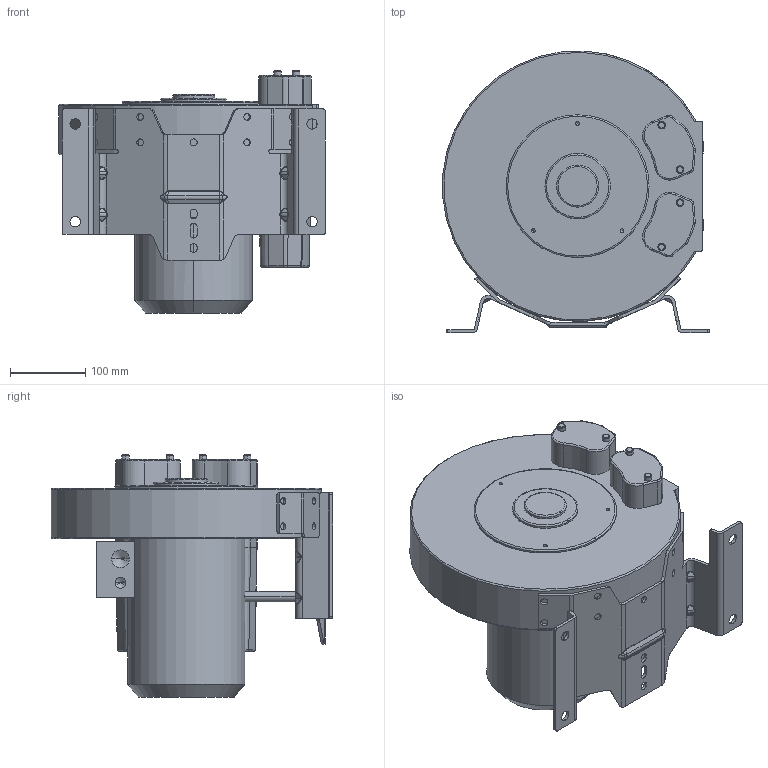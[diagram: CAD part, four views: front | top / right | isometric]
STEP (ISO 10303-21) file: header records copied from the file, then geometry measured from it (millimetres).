
FILE_DESCRIPTION((''),'2;1');
FILE_NAME('MD-001637_ASM','2015-05-06T',('rnennstiel'),('vacuvane vacuum technology gmbh'),'PRO/ENGINEER BY PARAMETRIC TECHNOLOGY CORPORATION, 2010140','PRO/ENGINEER BY PARAMETRIC TECHNOLOGY CORPORATION, 2010140','');
FILE_SCHEMA(('AUTOMOTIVE_DESIGN_CC2 { 1 2 10303 214 -1 1 5 2 }'));
Length unit declared in the file: millimetre
Products named in the file (3): MD-001636; MD-001638; MD-001637_ASM
Assembly tree (2 placements, depth 2):
  MD-001637_ASM
    MD-001636
    MD-001638
Bounding box: 354.35 x 374.79 x 322 mm (x, y, z)
Volume: 12557053.8 mm3; surface area: 678357.2 mm2
Topology: 2 solids, 4 shells, 502 faces, 1244 edges, 761 vertices
Faces by surface type: cylinder 213, plane 145, bspline 60, torus 48, cone 28, extrusion 4, sphere 4
Entity records: 18637 total; most frequent: CARTESIAN_POINT 6595, ORIENTED_EDGE 2460, DIRECTION 2432, EDGE_CURVE 1230, AXIS2_PLACEMENT_3D 937, VERTEX_POINT 761, EDGE_LOOP 559, VECTOR 558
